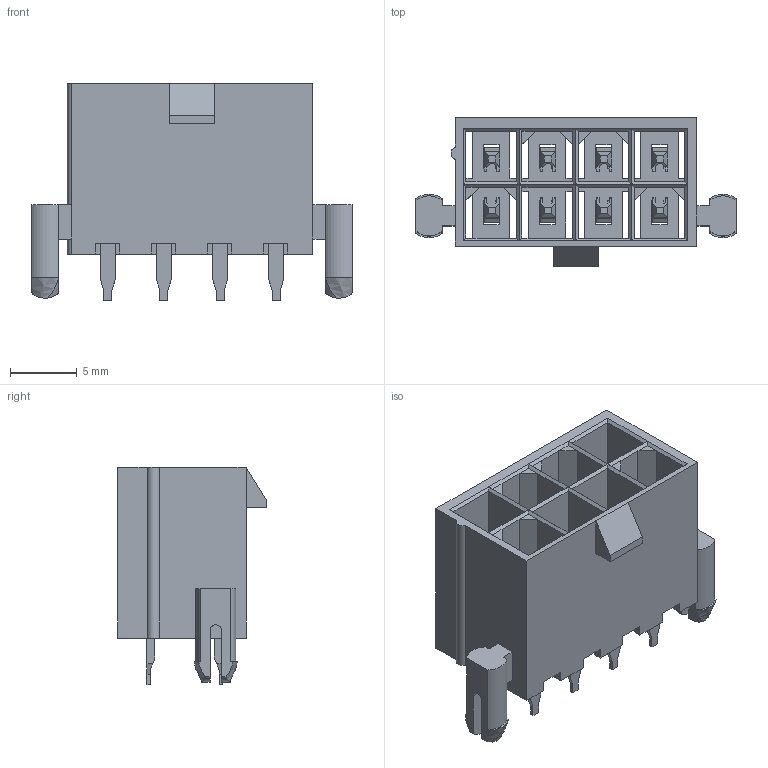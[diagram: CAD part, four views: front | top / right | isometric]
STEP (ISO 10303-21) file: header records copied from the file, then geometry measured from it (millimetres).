
FILE_DESCRIPTION(/* description */ ('Unknown'),/* implementation_level */ '2;1');
FILE_NAME(/* name */ '649008221732',/* time_stamp */ '2019-08-14T09:13:25+02:00',/* author */ ('Unknown'),/* organization */ ('Unknown'),/* preprocessor_version */ 'ST-DEVELOPER v16.7',/* originating_system */ 'DEX',/* authorisation */ $);
FILE_SCHEMA (('AUTOMOTIVE_DESIGN {1 0 10303 214 3 1 1}'));
Length unit declared in the file: millimetre
Products named in the file (3): 6490xx221732; 649008221732; 6490xx221732_PIN
Assembly tree (9 placements, depth 2):
  6490xx221732
    649008221732
    6490xx221732_PIN  x8
Bounding box: 24 x 11.1 x 16.3 mm (x, y, z)
Volume: 1127.1 mm3; surface area: 3387.2 mm2
Topology: 9 solids, 9 shells, 1021 faces, 2961 edges, 1929 vertices
Faces by surface type: plane 770, cylinder 243, bspline 8
Entity records: 13135 total; most frequent: CARTESIAN_POINT 2529, ORIENTED_EDGE 2310, DIRECTION 2023, EDGE_CURVE 1155, LINE 1029, VECTOR 1029, VERTEX_POINT 739, AXIS2_PLACEMENT_3D 497
